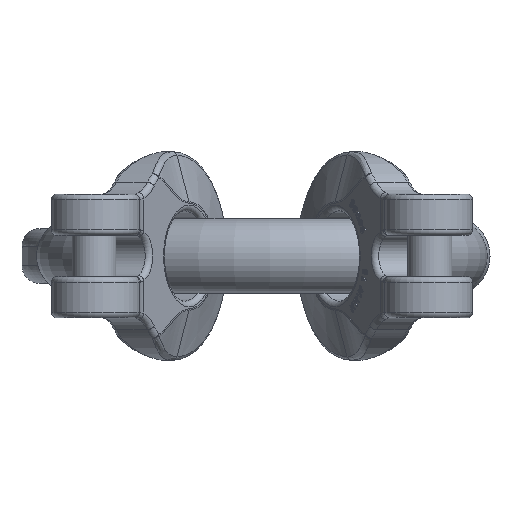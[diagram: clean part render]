
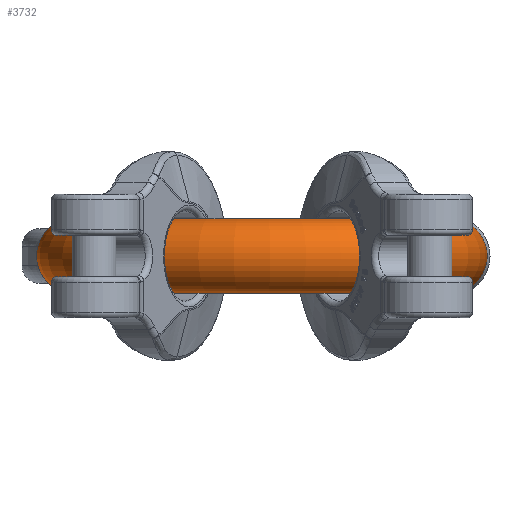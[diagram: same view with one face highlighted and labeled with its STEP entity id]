
A CAD part, front view. The second image highlights one B-rep face of the part: STEP entity #3732.
In plain terms, the highlighted toroidal (fillet/blend) face has major radius 68.5 mm and minor radius 13.5 mm.
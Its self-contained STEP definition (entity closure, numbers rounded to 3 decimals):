
#277=TOROIDAL_SURFACE('',#10315,68.5,13.5);
#3732=ADVANCED_FACE('',(#3867,#3868),#277,.T.);
#3867=FACE_BOUND('',#4463,.T.);
#3868=FACE_BOUND('',#4464,.T.);
#4463=EDGE_LOOP('',(#7219));
#4464=EDGE_LOOP('',(#7220));
#7219=ORIENTED_EDGE('',*,*,#9551,.T.);
#7220=ORIENTED_EDGE('',*,*,#9589,.F.);
#8163=VERTEX_POINT('',#20321);
#8201=VERTEX_POINT('',#20579);
#9551=EDGE_CURVE('',#8163,#8163,#9807,.T.);
#9589=EDGE_CURVE('',#8201,#8201,#9809,.T.);
#9807=CIRCLE('',#10296,13.5);
#9809=CIRCLE('',#10308,13.5);
#10296=AXIS2_PLACEMENT_3D('',#20320,#11983,#11984);
#10308=AXIS2_PLACEMENT_3D('',#20578,#12015,#12016);
#10315=AXIS2_PLACEMENT_3D('',#20589,#12029,#12030);
#11983=DIRECTION('',(0.,-1.,0.));
#11984=DIRECTION('',(1.,0.,0.));
#12015=DIRECTION('',(0.,1.,0.));
#12016=DIRECTION('',(-1.,0.,0.));
#12029=DIRECTION('',(0.,0.,1.));
#12030=DIRECTION('',(1.,0.,0.));
#20320=CARTESIAN_POINT('',(-68.5,-32.,0.));
#20321=CARTESIAN_POINT('',(-55.,-32.,0.));
#20578=CARTESIAN_POINT('',(68.5,-32.,0.));
#20579=CARTESIAN_POINT('',(55.,-32.,0.));
#20589=CARTESIAN_POINT('',(0.,-32.,0.));
